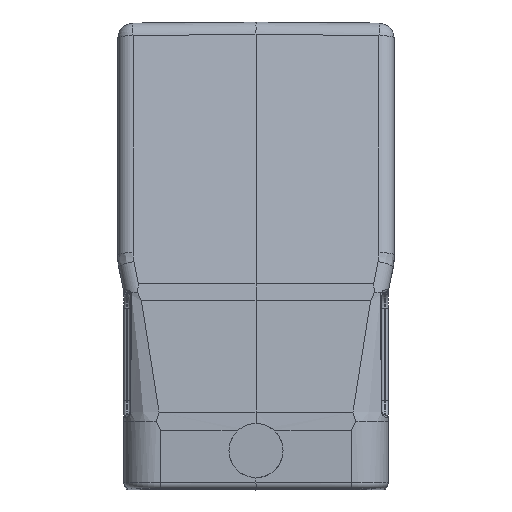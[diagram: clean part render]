
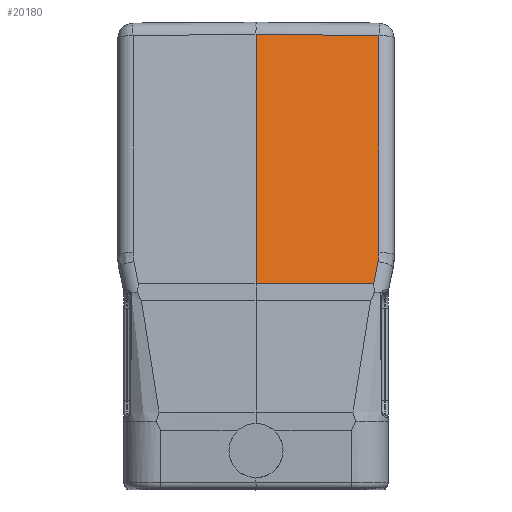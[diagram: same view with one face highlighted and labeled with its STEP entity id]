
A CAD part, top view. The second image highlights one B-rep face of the part: STEP entity #20180.
In plain terms, the highlighted planar face has unit normal (0.009, 0.19, 0.982).
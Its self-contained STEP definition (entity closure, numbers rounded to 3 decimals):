
#4174=DIRECTION('',(0.,-0.982,0.19));
#4175=VECTOR('',#4174,41.382);
#4176=CARTESIAN_POINT('',(0.,19.39,49.891));
#4177=LINE('',#4176,#4175);
#4178=DIRECTION('',(-1.,0.009,0.007));
#4179=VECTOR('',#4178,20.023);
#4180=CARTESIAN_POINT('',(20.022,19.215,49.747));
#4181=LINE('',#4180,#4179);
#4182=CARTESIAN_POINT('',(19.876,-17.591,56.859));
#4183=CARTESIAN_POINT('',(19.973,-17.107,56.764));
#4184=CARTESIAN_POINT('',(20.022,-16.614,56.669));
#4185=CARTESIAN_POINT('',(20.022,-16.12,56.573));
#4187=DIRECTION('',(0.193,0.963,-0.188));
#4188=VECTOR('',#4187,3.79);
#4189=CARTESIAN_POINT('',(19.146,-21.241,57.57));
#4190=LINE('',#4189,#4188);
#4209=CARTESIAN_POINT('',(0.,-21.241,57.74));
#4233=DIRECTION('',(-1.,0.,0.009));
#4234=VECTOR('',#4233,19.147);
#4235=CARTESIAN_POINT('',(19.146,-21.241,57.57));
#4236=LINE('',#4235,#4234);
#4894=DIRECTION('',(0.,-0.982,0.19));
#4895=VECTOR('',#4894,35.988);
#4896=CARTESIAN_POINT('',(20.022,19.215,49.747));
#4897=LINE('',#4896,#4895);
#4920=CARTESIAN_POINT('',(0.,19.39,49.891));
#9060=CARTESIAN_POINT('',(20.022,19.215,49.747));
#9062=VERTEX_POINT('',#9060);
#9068=VERTEX_POINT('',#4920);
#9383=VERTEX_POINT('',#4209);
#9395=CARTESIAN_POINT('',(19.146,-21.241,57.57));
#9396=VERTEX_POINT('',#9395);
#9658=CARTESIAN_POINT('',(19.876,-17.591,56.859));
#9659=VERTEX_POINT('',#9658);
#9670=VERTEX_POINT('',#4185);
#20162=CARTESIAN_POINT('',(0.,-22.585,58.));
#20163=DIRECTION('',(0.009,0.19,0.982));
#20164=DIRECTION('',(0.,-0.982,0.19));
#20165=AXIS2_PLACEMENT_3D('',#20162,#20163,#20164);
#20166=PLANE('',#20165);
#20168=ORIENTED_EDGE('',*,*,#20167,.F.);
#20170=ORIENTED_EDGE('',*,*,#20169,.F.);
#20172=ORIENTED_EDGE('',*,*,#20171,.T.);
#20174=ORIENTED_EDGE('',*,*,#20173,.F.);
#20175=ORIENTED_EDGE('',*,*,#20147,.F.);
#20177=ORIENTED_EDGE('',*,*,#20176,.T.);
#20178=EDGE_LOOP('',(#20168,#20170,#20172,#20174,#20175,#20177));
#20179=FACE_OUTER_BOUND('',#20178,.F.);
#4186=B_SPLINE_CURVE_WITH_KNOTS('',3,(#4182,#4183,#4184,#4185),.UNSPECIFIED.,
.F.,.F.,(4,4),(0.,1.),.UNSPECIFIED.);
#20147=EDGE_CURVE('',#9396,#9659,#4190,.T.);
#20167=EDGE_CURVE('',#9068,#9383,#4177,.T.);
#20169=EDGE_CURVE('',#9062,#9068,#4181,.T.);
#20171=EDGE_CURVE('',#9062,#9670,#4897,.T.);
#20173=EDGE_CURVE('',#9659,#9670,#4186,.T.);
#20176=EDGE_CURVE('',#9396,#9383,#4236,.T.);
#20180=ADVANCED_FACE('',(#20179),#20166,.T.);
